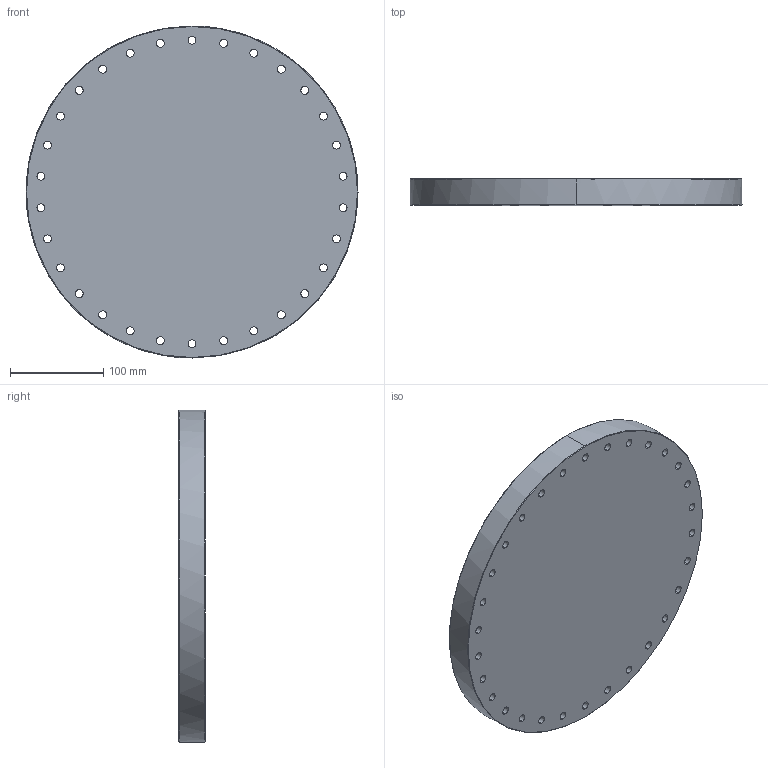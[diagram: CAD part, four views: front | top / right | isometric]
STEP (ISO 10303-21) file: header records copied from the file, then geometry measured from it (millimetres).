
FILE_DESCRIPTION (( 'STEP AP214' ), '1' );
FILE_NAME ('Hositrad_CF300-BT.STEP', '2017-09-12T12:36:40', ( 'Gebruiker' ), ( '' ), 'SwSTEP 2.0', 'SolidWorks 2017', '' );
FILE_SCHEMA (( 'AUTOMOTIVE_DESIGN' ));
Length unit declared in the file: millimetre
Products named in the file (1): Hositrad_CF300-BT
Bounding box: 355.6 x 28.4 x 355.6 mm (x, y, z)
Volume: 2679284.4 mm3; surface area: 251444.7 mm2
Topology: 1 solids, 1 shells, 83 faces, 236 edges, 155 vertices
Faces by surface type: cylinder 64, plane 10, cone 9
Entity records: 3597 total; most frequent: DIRECTION 545, CARTESIAN_POINT 487, ORIENTED_EDGE 472, EDGE_CURVE 236, AXIS2_PLACEMENT_3D 229, VERTEX_POINT 155, CIRCLE 145, EDGE_LOOP 143
